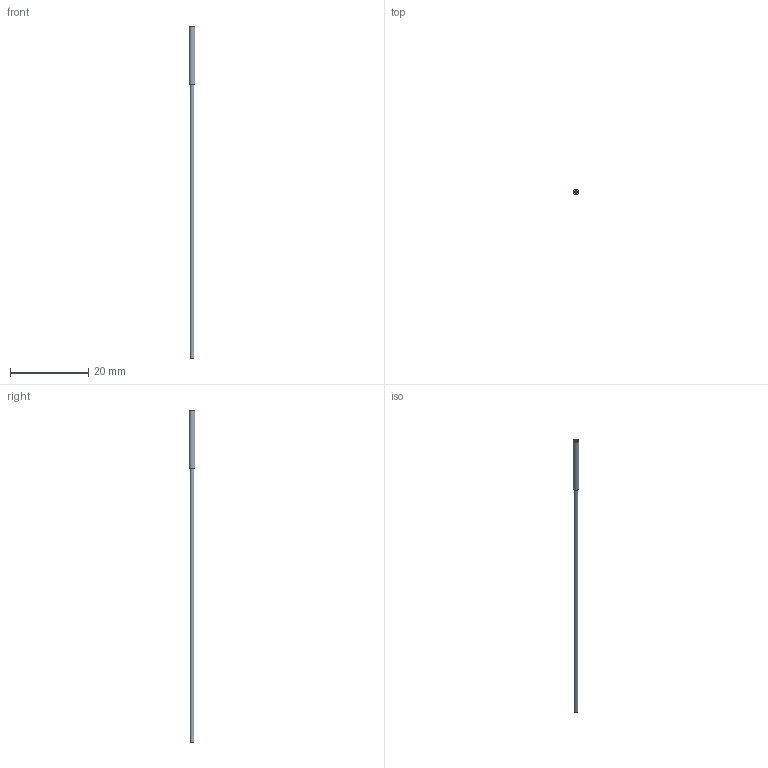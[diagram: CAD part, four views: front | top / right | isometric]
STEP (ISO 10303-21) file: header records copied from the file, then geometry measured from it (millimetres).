
FILE_DESCRIPTION(/* description */ (''),/* implementation_level */ '2;1');
FILE_NAME(/* name */ 'GPF-T009.stp',/* time_stamp */ '2018-12-17T11:35:27+09:00',/* author */ ('user'),/* organization */ (''),/* preprocessor_version */ 'ST-DEVELOPER v17',/* originating_system */ 'Autodesk Inventor 2018',/* authorisation */ '');
FILE_SCHEMA (('AUTOMOTIVE_DESIGN { 1 0 10303 214 3 1 1 }'));
Length unit declared in the file: millimetre
Products named in the file (1): GPF-T009
Bounding box: 1.5 x 1.5 x 85 mm (x, y, z)
Volume: 81.5 mm3; surface area: 294.6 mm2
Topology: 1 solids, 1 shells, 27 faces, 54 edges, 28 vertices
Faces by surface type: cylinder 18, plane 9
Full cylindrical faces by diameter (mm): 1 x1, 1.5 x1
Entity records: 759 total; most frequent: DIRECTION 146, CARTESIAN_POINT 110, ORIENTED_EDGE 108, AXIS2_PLACEMENT_3D 64, EDGE_CURVE 54, CIRCLE 36, EDGE_LOOP 30, VERTEX_POINT 28
